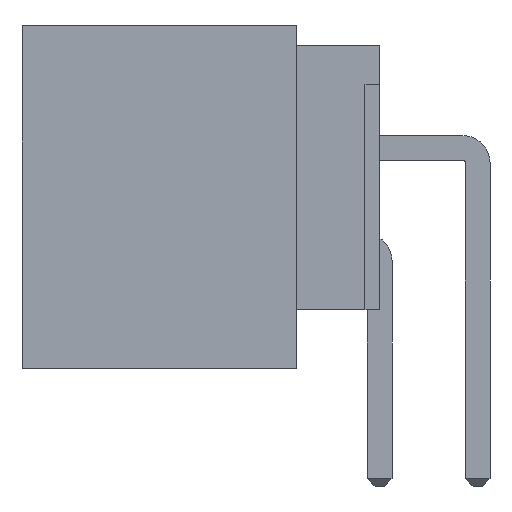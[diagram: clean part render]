
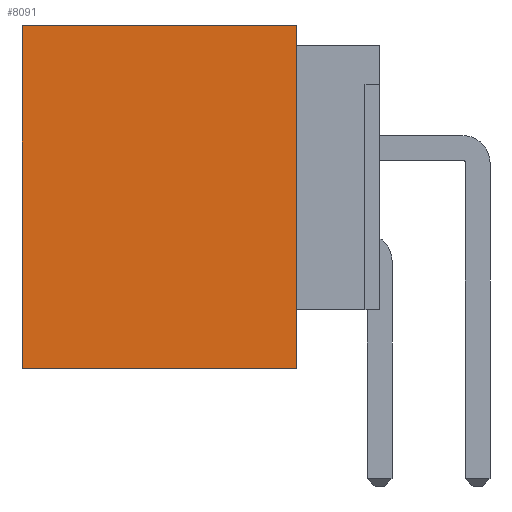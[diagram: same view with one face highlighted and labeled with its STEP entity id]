
A CAD part, left-side view. The second image highlights one B-rep face of the part: STEP entity #8091.
In plain terms, the highlighted planar face has unit normal (-1, 0, 0).
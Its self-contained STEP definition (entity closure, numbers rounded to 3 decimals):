
#13=DIRECTION('',(0.,0.,1.));
#14=VECTOR('',#13,8.89);
#15=CARTESIAN_POINT('',(-10.16,0.,-4.445));
#16=LINE('',#15,#14);
#2793=DIRECTION('',(0.,-1.,0.));
#2794=VECTOR('',#2793,7.11);
#2795=CARTESIAN_POINT('',(-10.16,0.,4.445));
#2796=LINE('',#2795,#2794);
#2813=DIRECTION('',(0.,0.,1.));
#2814=VECTOR('',#2813,8.89);
#2815=CARTESIAN_POINT('',(-10.16,-7.11,-4.445));
#2816=LINE('',#2815,#2814);
#2817=DIRECTION('',(0.,-1.,0.));
#2818=VECTOR('',#2817,7.11);
#2819=CARTESIAN_POINT('',(-10.16,0.,-4.445));
#2820=LINE('',#2819,#2818);
#2829=CARTESIAN_POINT('',(-10.16,0.,-4.445));
#2830=CARTESIAN_POINT('',(-10.16,0.,4.445));
#2831=VERTEX_POINT('',#2829);
#2832=VERTEX_POINT('',#2830);
#2853=CARTESIAN_POINT('',(-10.16,-7.11,-4.445));
#2854=CARTESIAN_POINT('',(-10.16,-7.11,4.445));
#2855=VERTEX_POINT('',#2853);
#2856=VERTEX_POINT('',#2854);
#8080=CARTESIAN_POINT('',(-10.16,0.,-4.445));
#8081=DIRECTION('',(-1.,0.,0.));
#8082=DIRECTION('',(0.,0.,1.));
#8083=AXIS2_PLACEMENT_3D('',#8080,#8081,#8082);
#8084=PLANE('',#8083);
#8085=ORIENTED_EDGE('',*,*,#4018,.F.);
#8086=ORIENTED_EDGE('',*,*,#8075,.F.);
#8087=ORIENTED_EDGE('',*,*,#3714,.T.);
#8088=ORIENTED_EDGE('',*,*,#8048,.T.);
#8089=EDGE_LOOP('',(#8085,#8086,#8087,#8088));
#8090=FACE_OUTER_BOUND('',#8089,.F.);
#8091=ADVANCED_FACE('',(#8090),#8084,.T.);
#3714=EDGE_CURVE('',#2831,#2832,#16,.T.);
#4018=EDGE_CURVE('',#2855,#2856,#2816,.T.);
#8048=EDGE_CURVE('',#2832,#2856,#2796,.T.);
#8075=EDGE_CURVE('',#2831,#2855,#2820,.T.);
